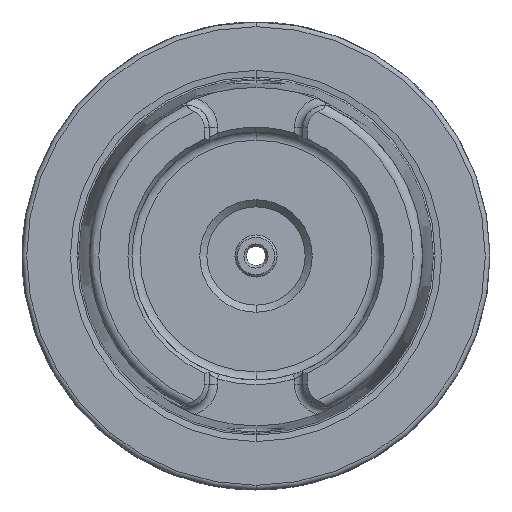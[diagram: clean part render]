
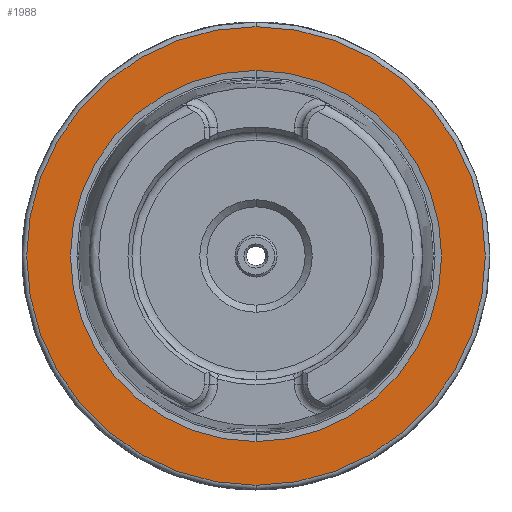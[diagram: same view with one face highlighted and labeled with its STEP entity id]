
A CAD part, left-side view. The second image highlights one B-rep face of the part: STEP entity #1988.
In plain terms, the highlighted planar face has unit normal (-1, 0, 0).
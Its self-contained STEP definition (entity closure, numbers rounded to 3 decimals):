
#30 = DIRECTION ( 'NONE',  ( 0., 0., 1. ) ) ;
#85 = ORIENTED_EDGE ( 'NONE', *, *, #412, .F. ) ;
#240 = CARTESIAN_POINT ( 'NONE',  ( 0., 0., 0. ) ) ;
#270 = ORIENTED_EDGE ( 'NONE', *, *, #6965, .F. ) ;
#412 = EDGE_CURVE ( 'NONE', #7021, #5528, #3409, .T. ) ;
#442 = CARTESIAN_POINT ( 'NONE',  ( 0., 0., 0. ) ) ;
#448 = DIRECTION ( 'NONE',  ( 1., 0., 0. ) ) ;
#499 = AXIS2_PLACEMENT_3D ( 'NONE', #1024, #448, #2811 ) ;
#556 = ORIENTED_EDGE ( 'NONE', *, *, #4048, .T. ) ;
#585 = AXIS2_PLACEMENT_3D ( 'NONE', #5225, #2355, #30 ) ;
#647 = EDGE_LOOP ( 'NONE', ( #270, #85 ) ) ;
#730 = EDGE_CURVE ( 'NONE', #6588, #5596, #1216, .T. ) ;
#1024 = CARTESIAN_POINT ( 'NONE',  ( 0., 0., 0. ) ) ;
#1098 = AXIS2_PLACEMENT_3D ( 'NONE', #442, #3430, #6335 ) ;
#1216 = CIRCLE ( 'NONE', #6422, 39.647 ) ;
#1562 = CARTESIAN_POINT ( 'NONE',  ( 0., 0., 39.647 ) ) ;
#1988 = ADVANCED_FACE ( 'NONE', ( #4546, #5151 ), #2933, .T. ) ;
#2192 = EDGE_LOOP ( 'NONE', ( #6898, #556 ) ) ;
#2292 = CARTESIAN_POINT ( 'NONE',  ( 0., 0., -39.647 ) ) ;
#2302 = DIRECTION ( 'NONE',  ( 0., 0., -1. ) ) ;
#2355 = DIRECTION ( 'NONE',  ( -1., 0., 0. ) ) ;
#2414 = DIRECTION ( 'NONE',  ( 1., 0., 0. ) ) ;
#2456 = CARTESIAN_POINT ( 'NONE',  ( 0., 0., 49. ) ) ;
#2811 = DIRECTION ( 'NONE',  ( 0., 0., -1. ) ) ;
#2874 = CARTESIAN_POINT ( 'NONE',  ( 0., 0., 0. ) ) ;
#2933 = PLANE ( 'NONE',  #585 ) ;
#3409 = CIRCLE ( 'NONE', #1098, 49. ) ;
#3430 = DIRECTION ( 'NONE',  ( 1., 0., 0. ) ) ;
#3724 = DIRECTION ( 'NONE',  ( 1., 0., 0. ) ) ;
#4048 = EDGE_CURVE ( 'NONE', #5596, #6588, #4650, .T. ) ;
#4546 = FACE_BOUND ( 'NONE', #2192, .T. ) ;
#4650 = CIRCLE ( 'NONE', #499, 39.647 ) ;
#5151 = FACE_OUTER_BOUND ( 'NONE', #647, .T. ) ;
#5219 = CIRCLE ( 'NONE', #6156, 49. ) ;
#5225 = CARTESIAN_POINT ( 'NONE',  ( 0., 39.647, 0. ) ) ;
#5528 = VERTEX_POINT ( 'NONE', #6091 ) ;
#5596 = VERTEX_POINT ( 'NONE', #2292 ) ;
#6091 = CARTESIAN_POINT ( 'NONE',  ( 0., 0., -49. ) ) ;
#6156 = AXIS2_PLACEMENT_3D ( 'NONE', #2874, #2414, #2302 ) ;
#6335 = DIRECTION ( 'NONE',  ( 0., 0., -1. ) ) ;
#6422 = AXIS2_PLACEMENT_3D ( 'NONE', #240, #3724, #7172 ) ;
#6588 = VERTEX_POINT ( 'NONE', #1562 ) ;
#6898 = ORIENTED_EDGE ( 'NONE', *, *, #730, .T. ) ;
#6965 = EDGE_CURVE ( 'NONE', #5528, #7021, #5219, .T. ) ;
#7021 = VERTEX_POINT ( 'NONE', #2456 ) ;
#7172 = DIRECTION ( 'NONE',  ( 0., 0., -1. ) ) ;
